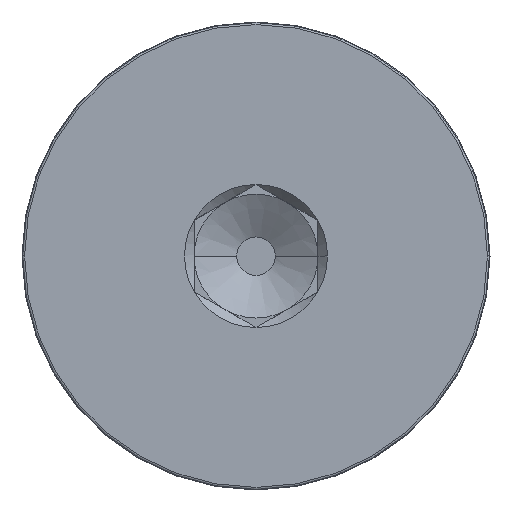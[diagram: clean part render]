
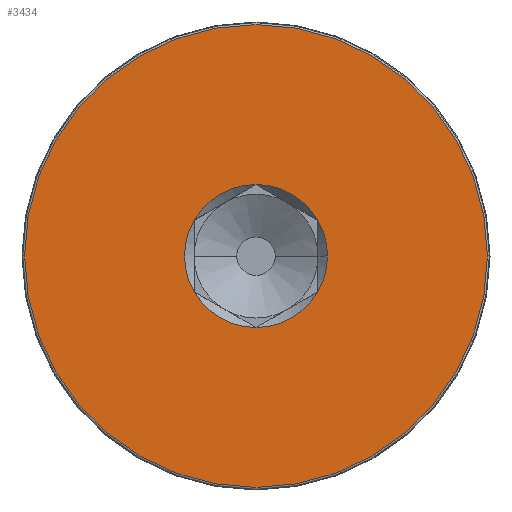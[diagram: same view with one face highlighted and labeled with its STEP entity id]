
A CAD part, top view. The second image highlights one B-rep face of the part: STEP entity #3434.
In plain terms, the highlighted planar face has unit normal (0, 0, 1).
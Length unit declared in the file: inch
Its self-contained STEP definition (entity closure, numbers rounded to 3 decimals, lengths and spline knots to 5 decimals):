
#42 = EDGE_CURVE ( 'NONE', #3787, #68, #1304, .T. ) ;
#68 = VERTEX_POINT ( 'NONE', #1473 ) ;
#113 = VERTEX_POINT ( 'NONE', #1801 ) ;
#164 = ORIENTED_EDGE ( 'NONE', *, *, #3414, .F. ) ;
#300 = EDGE_CURVE ( 'NONE', #385, #492, #3817, .T. ) ;
#385 = VERTEX_POINT ( 'NONE', #5010 ) ;
#478 = ORIENTED_EDGE ( 'NONE', *, *, #1442, .F. ) ;
#488 = ORIENTED_EDGE ( 'NONE', *, *, #300, .F. ) ;
#492 = VERTEX_POINT ( 'NONE', #5895 ) ;
#749 = VERTEX_POINT ( 'NONE', #3633 ) ;
#818 = EDGE_CURVE ( 'NONE', #749, #1106, #4669, .T. ) ;
#856 = VERTEX_POINT ( 'NONE', #5145 ) ;
#992 = ORIENTED_EDGE ( 'NONE', *, *, #7032, .F. ) ;
#1106 = VERTEX_POINT ( 'NONE', #1687 ) ;
#1180 = ORIENTED_EDGE ( 'NONE', *, *, #5056, .F. ) ;
#1304 = CIRCLE ( 'NONE', #1305, 0.05413 ) ;
#1305 = AXIS2_PLACEMENT_3D ( 'NONE', #1306, #1307, #1308 ) ;
#1306 = CARTESIAN_POINT ( 'NONE',  ( 0., 0., 0.112 ) ) ;
#1307 = DIRECTION ( 'NONE',  ( 0., 0., 1. ) ) ;
#1308 = DIRECTION ( 'NONE',  ( 1., 0., 0. ) ) ;
#1442 = EDGE_CURVE ( 'NONE', #856, #385, #1903, .T. ) ;
#1473 = CARTESIAN_POINT ( 'NONE',  ( -0.04687, 0.02706, 0.112 ) ) ;
#1687 = CARTESIAN_POINT ( 'NONE',  ( -0.17511, 0., 0.112 ) ) ;
#1801 = CARTESIAN_POINT ( 'NONE',  ( 0., -0.05413, 0.112 ) ) ;
#1903 = CIRCLE ( 'NONE', #1904, 0.05413 ) ;
#1904 = AXIS2_PLACEMENT_3D ( 'NONE', #1905, #1906, #1907 ) ;
#1905 = CARTESIAN_POINT ( 'NONE',  ( 0., 0., 0.112 ) ) ;
#1906 = DIRECTION ( 'NONE',  ( 0., 0., 1. ) ) ;
#1907 = DIRECTION ( 'NONE',  ( 1., 0., 0. ) ) ;
#2545 = EDGE_LOOP ( 'NONE', ( #992, #488, #478, #164, #1180, #6125, #6643 ) ) ;
#2995 = CIRCLE ( 'NONE', #2996, 0.05413 ) ;
#2996 = AXIS2_PLACEMENT_3D ( 'NONE', #2997, #2998, #2999 ) ;
#2997 = CARTESIAN_POINT ( 'NONE',  ( 0., 0., 0.112 ) ) ;
#2998 = DIRECTION ( 'NONE',  ( 0., 0., 1. ) ) ;
#2999 = DIRECTION ( 'NONE',  ( 1., 0., 0. ) ) ;
#3414 = EDGE_CURVE ( 'NONE', #113, #856, #4103, .T. ) ;
#3434 = ADVANCED_FACE ( 'NONE', ( #4159, #4160 ), #4161, .T. ) ;
#3633 = CARTESIAN_POINT ( 'NONE',  ( 0.17511, 0., 0.112 ) ) ;
#3673 = CIRCLE ( 'NONE', #3674, 0.05413 ) ;
#3674 = AXIS2_PLACEMENT_3D ( 'NONE', #3675, #3676, #3677 ) ;
#3675 = CARTESIAN_POINT ( 'NONE',  ( 0., 0., 0.112 ) ) ;
#3676 = DIRECTION ( 'NONE',  ( 0., 0., 1. ) ) ;
#3677 = DIRECTION ( 'NONE',  ( 1., 0., 0. ) ) ;
#3787 = VERTEX_POINT ( 'NONE', #4687 ) ;
#3817 = CIRCLE ( 'NONE', #3818, 0.05413 ) ;
#3818 = AXIS2_PLACEMENT_3D ( 'NONE', #3819, #3820, #3821 ) ;
#3819 = CARTESIAN_POINT ( 'NONE',  ( 0., 0., 0.112 ) ) ;
#3820 = DIRECTION ( 'NONE',  ( 0., 0., 1. ) ) ;
#3821 = DIRECTION ( 'NONE',  ( 1., 0., 0. ) ) ;
#4103 = CIRCLE ( 'NONE', #4104, 0.05413 ) ;
#4104 = AXIS2_PLACEMENT_3D ( 'NONE', #4105, #4106, #4107 ) ;
#4105 = CARTESIAN_POINT ( 'NONE',  ( 0., 0., 0.112 ) ) ;
#4106 = DIRECTION ( 'NONE',  ( 0., 0., 1. ) ) ;
#4107 = DIRECTION ( 'NONE',  ( 1., 0., 0. ) ) ;
#4159 = FACE_BOUND ( 'NONE', #2545, .T. ) ;
#4160 = FACE_OUTER_BOUND ( 'NONE', #6395, .T. ) ;
#4161 = PLANE ( 'NONE',  #4163 ) ;
#4163 = AXIS2_PLACEMENT_3D ( 'NONE', #4164, #4165, #4166 ) ;
#4164 = CARTESIAN_POINT ( 'NONE',  ( 0., 0., 0.112 ) ) ;
#4165 = DIRECTION ( 'NONE',  ( 0., 0., 1. ) ) ;
#4166 = DIRECTION ( 'NONE',  ( 1., 0., 0. ) ) ;
#4669 = CIRCLE ( 'NONE', #4670, 0.17511 ) ;
#4670 = AXIS2_PLACEMENT_3D ( 'NONE', #4671, #4672, #4673 ) ;
#4671 = CARTESIAN_POINT ( 'NONE',  ( 0., 0., 0.112 ) ) ;
#4672 = DIRECTION ( 'NONE',  ( 0., 0., 1. ) ) ;
#4673 = DIRECTION ( 'NONE',  ( 1., 0., 0. ) ) ;
#4687 = CARTESIAN_POINT ( 'NONE',  ( 0., 0.05413, 0.112 ) ) ;
#4945 = CARTESIAN_POINT ( 'NONE',  ( -0.04688, -0.02706, 0.112 ) ) ;
#5010 = CARTESIAN_POINT ( 'NONE',  ( 0.05413, 0., 0.112 ) ) ;
#5056 = EDGE_CURVE ( 'NONE', #7116, #113, #5885, .T. ) ;
#5145 = CARTESIAN_POINT ( 'NONE',  ( 0.04687, -0.02706, 0.112 ) ) ;
#5321 = EDGE_CURVE ( 'NONE', #1106, #749, #6025, .T. ) ;
#5885 = CIRCLE ( 'NONE', #5886, 0.05413 ) ;
#5886 = AXIS2_PLACEMENT_3D ( 'NONE', #5887, #5888, #5889 ) ;
#5887 = CARTESIAN_POINT ( 'NONE',  ( 0., 0., 0.112 ) ) ;
#5888 = DIRECTION ( 'NONE',  ( 0., 0., 1. ) ) ;
#5889 = DIRECTION ( 'NONE',  ( 1., 0., 0. ) ) ;
#5895 = CARTESIAN_POINT ( 'NONE',  ( 0.04687, 0.02706, 0.112 ) ) ;
#6025 = CIRCLE ( 'NONE', #6026, 0.17511 ) ;
#6026 = AXIS2_PLACEMENT_3D ( 'NONE', #6027, #6028, #6029 ) ;
#6027 = CARTESIAN_POINT ( 'NONE',  ( 0., 0., 0.112 ) ) ;
#6028 = DIRECTION ( 'NONE',  ( 0., 0., 1. ) ) ;
#6029 = DIRECTION ( 'NONE',  ( 1., 0., 0. ) ) ;
#6125 = ORIENTED_EDGE ( 'NONE', *, *, #6979, .F. ) ;
#6395 = EDGE_LOOP ( 'NONE', ( #7175, #7149 ) ) ;
#6643 = ORIENTED_EDGE ( 'NONE', *, *, #42, .F. ) ;
#6979 = EDGE_CURVE ( 'NONE', #68, #7116, #2995, .T. ) ;
#7032 = EDGE_CURVE ( 'NONE', #492, #3787, #3673, .T. ) ;
#7116 = VERTEX_POINT ( 'NONE', #4945 ) ;
#7149 = ORIENTED_EDGE ( 'NONE', *, *, #5321, .T. ) ;
#7175 = ORIENTED_EDGE ( 'NONE', *, *, #818, .T. ) ;
